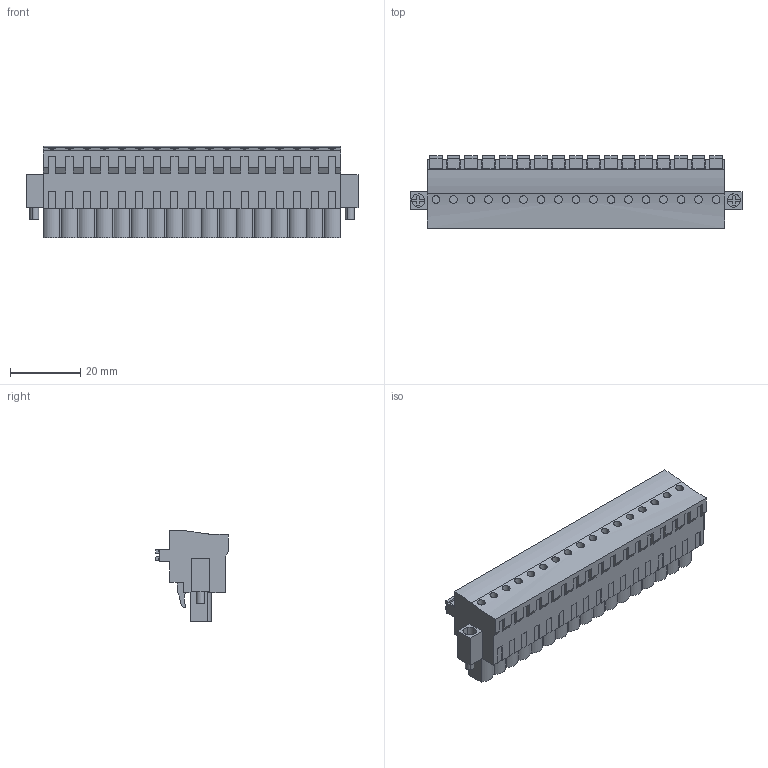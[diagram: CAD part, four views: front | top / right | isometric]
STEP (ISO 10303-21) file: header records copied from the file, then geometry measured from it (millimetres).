
FILE_DESCRIPTION(('CATIA V5 STEP Exchange','CAx-IF Rec.Pracs.--- Model Styling and Organization---1.2---2011-12-15'),'2;1');
FILE_NAME ('D1461115_0_1980800000_1980800000.stp','2017-09-23T15:18:09+00:00',('none'),('Weidmueller'),'CATIA Version 5-6 Release 2014','CATIA V5 STEP AP214','none');
FILE_SCHEMA(('AUTOMOTIVE_DESIGN { 1 0 10303 214 1 1 1 1 }'));
Length unit declared in the file: millimetre
Products named in the file (1): 1980800000
Bounding box: 94.8 x 20.79 x 26.24 mm (x, y, z)
Volume: 26122.8 mm3; surface area: 12014.2 mm2
Topology: 20 solids, 20 shells, 1125 faces, 3203 edges, 2192 vertices
Faces by surface type: plane 893, cylinder 224, extrusion 8
Entity records: 33783 total; most frequent: CARTESIAN_POINT 6570, ORIENTED_EDGE 6406, DIRECTION 4281, EDGE_CURVE 3203, VECTOR 2683, LINE 2675, VERTEX_POINT 2192, EDGE_LOOP 1203
